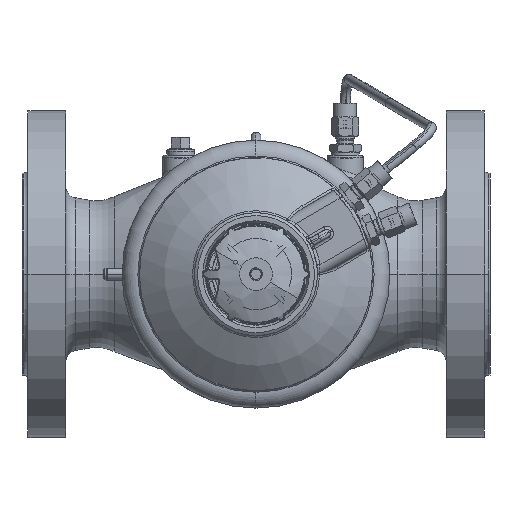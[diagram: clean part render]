
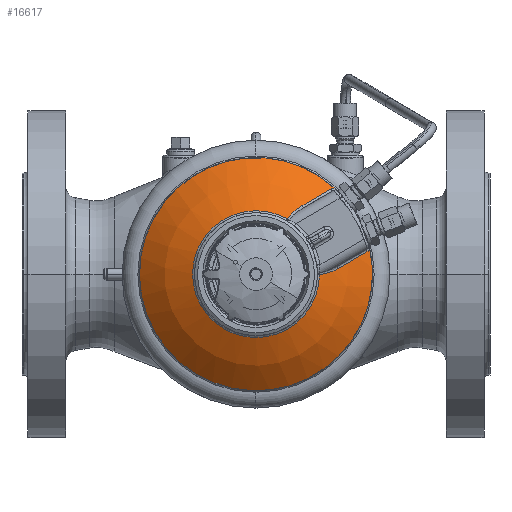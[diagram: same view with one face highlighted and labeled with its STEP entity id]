
A CAD part, front view. The second image highlights one B-rep face of the part: STEP entity #16617.
In plain terms, the highlighted spherical face has radius 84 mm.
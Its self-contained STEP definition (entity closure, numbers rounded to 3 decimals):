
#12851=CARTESIAN_POINT('',(27.542,32.73,16.273));
#12852=CARTESIAN_POINT('',(28.236,33.044,16.598));
#12853=CARTESIAN_POINT('',(29.689,33.699,17.157));
#12854=CARTESIAN_POINT('',(32.353,34.938,17.813));
#12855=CARTESIAN_POINT('',(34.522,35.984,18.134));
#12856=CARTESIAN_POINT('',(36.36,36.902,18.252));
#12857=CARTESIAN_POINT('',(37.316,37.391,18.252));
#12864=CARTESIAN_POINT('',(56.097,50.363,17.456));
#12865=CARTESIAN_POINT('',(55.918,50.242,17.616));
#12866=CARTESIAN_POINT('',(55.526,49.96,17.893));
#12867=CARTESIAN_POINT('',(54.821,49.404,18.178));
#12868=CARTESIAN_POINT('',(54.289,48.953,18.252));
#12869=CARTESIAN_POINT('',(54.007,48.707,18.252));
#12871=CARTESIAN_POINT('',(0.,110.4,
18.252));
#12872=DIRECTION('',(0.,0.,-1.));
#12873=DIRECTION('',(0.659,-0.752,0.));
#12874=AXIS2_PLACEMENT_3D('',#12871,#12872,#12873);
#12876=CARTESIAN_POINT('',(27.542,32.73,
-16.273));
#12877=CARTESIAN_POINT('',(28.541,33.182,
-16.741));
#12878=CARTESIAN_POINT('',(30.63,34.128,
-17.449));
#12879=CARTESIAN_POINT('',(33.759,35.606,
-18.074));
#12880=CARTESIAN_POINT('',(36.104,36.771,
-18.252));
#12881=CARTESIAN_POINT('',(37.316,37.391,
-18.252));
#12883=CARTESIAN_POINT('',(0.,110.4,
-18.252));
#12884=DIRECTION('',(0.,0.,1.));
#12885=DIRECTION('',(0.455,-0.89,0.));
#12886=AXIS2_PLACEMENT_3D('',#12883,#12884,#12885);
#12888=CARTESIAN_POINT('',(54.007,48.707,
-18.252));
#12889=CARTESIAN_POINT('',(54.297,48.958,
-18.246));
#12890=CARTESIAN_POINT('',(54.836,49.417,
-18.178));
#12891=CARTESIAN_POINT('',(55.541,49.971,
-17.882));
#12892=CARTESIAN_POINT('',(55.925,50.248,
-17.614));
#12893=CARTESIAN_POINT('',(56.096,50.363,
-17.457));
#12895=CARTESIAN_POINT('',(0.,50.363,0.));
#12896=DIRECTION('',(0.,1.,0.));
#12897=DIRECTION('',(0.955,0.,-0.297));
#12898=AXIS2_PLACEMENT_3D('',#12895,#12896,#12897);
#12900=CARTESIAN_POINT('',(0.,50.363,0.));
#12901=DIRECTION('',(0.,1.,0.));
#12902=DIRECTION('',(-1.,0.,0.));
#12903=AXIS2_PLACEMENT_3D('',#12900,#12901,#12902);
#12952=CARTESIAN_POINT('',(56.097,50.363,17.456));
#14519=CARTESIAN_POINT('',(0.,32.73,0.));
#14520=DIRECTION('',(0.,1.,0.));
#14521=DIRECTION('',(0.861,0.,-0.509));
#14522=AXIS2_PLACEMENT_3D('',#14519,#14520,#14521);
#14524=CARTESIAN_POINT('',(0.,32.73,0.));
#14525=DIRECTION('',(0.,1.,0.));
#14526=DIRECTION('',(-1.,0.,0.));
#14527=AXIS2_PLACEMENT_3D('',#14524,#14525,#14526);
#14529=CARTESIAN_POINT('',(0.,32.73,0.));
#14530=DIRECTION('',(0.,1.,0.));
#14531=DIRECTION('',(-1.,0.,0.007));
#14532=AXIS2_PLACEMENT_3D('',#14529,#14530,#14531);
#15004=CARTESIAN_POINT('',(56.096,50.363,
-17.457));
#15005=CARTESIAN_POINT('',(-58.75,50.363,0.));
#15006=VERTEX_POINT('',#15004);
#15007=VERTEX_POINT('',#15005);
#15058=VERTEX_POINT('',#12952);
#15127=CARTESIAN_POINT('',(27.542,32.73,
-16.273));
#15128=VERTEX_POINT('',#15127);
#15129=CARTESIAN_POINT('',(-31.99,32.73,
0.22));
#15130=CARTESIAN_POINT('',(27.542,32.73,16.273));
#15131=VERTEX_POINT('',#15129);
#15132=VERTEX_POINT('',#15130);
#15133=CARTESIAN_POINT('',(-31.991,32.73,
0.));
#15134=VERTEX_POINT('',#15133);
#15172=VERTEX_POINT('',#12857);
#15173=VERTEX_POINT('',#12869);
#15174=VERTEX_POINT('',#12881);
#15175=CARTESIAN_POINT('',(54.007,48.707,
-18.252));
#15176=VERTEX_POINT('',#15175);
#16590=CARTESIAN_POINT('',(0.,110.4,0.));
#16591=DIRECTION('',(0.,-1.,0.));
#16592=DIRECTION('',(-1.,0.,0.));
#16593=AXIS2_PLACEMENT_3D('',#16590,#16591,#16592);
#16594=SPHERICAL_SURFACE('',#16593,84.);
#16596=ORIENTED_EDGE('',*,*,#16595,.T.);
#16597=ORIENTED_EDGE('',*,*,#16532,.T.);
#16598=ORIENTED_EDGE('',*,*,#16580,.F.);
#16600=ORIENTED_EDGE('',*,*,#16599,.F.);
#16602=ORIENTED_EDGE('',*,*,#16601,.F.);
#16604=ORIENTED_EDGE('',*,*,#16603,.F.);
#16606=ORIENTED_EDGE('',*,*,#16605,.T.);
#16608=ORIENTED_EDGE('',*,*,#16607,.T.);
#16610=ORIENTED_EDGE('',*,*,#16609,.T.);
#16612=ORIENTED_EDGE('',*,*,#16611,.T.);
#16614=ORIENTED_EDGE('',*,*,#16613,.T.);
#16615=EDGE_LOOP('',(#16596,#16597,#16598,#16600,#16602,#16604,#16606,#16608,
#16610,#16612,#16614));
#16616=FACE_OUTER_BOUND('',#16615,.F.);
#16617=ADVANCED_FACE('',(#16616),#16594,.T.);
#12858=B_SPLINE_CURVE_WITH_KNOTS('',3,(#12851,#12852,#12853,#12854,#12855,
#12856,#12857),.UNSPECIFIED.,.F.,.F.,(4,1,1,1,4),(0.,0.25,0.5,0.75,
1.),.UNSPECIFIED.);
#12870=B_SPLINE_CURVE_WITH_KNOTS('',3,(#12864,#12865,#12866,#12867,#12868,
#12869),.UNSPECIFIED.,.F.,.F.,(4,1,1,4),(0.,0.333,
0.667,1.),.UNSPECIFIED.);
#12875=CIRCLE('',#12874,81.993);
#12882=B_SPLINE_CURVE_WITH_KNOTS('',3,(#12876,#12877,#12878,#12879,#12880,
#12881),.UNSPECIFIED.,.F.,.F.,(4,1,1,4),(0.,0.333,
0.667,1.),.UNSPECIFIED.);
#12887=CIRCLE('',#12886,81.993);
#12894=B_SPLINE_CURVE_WITH_KNOTS('',3,(#12888,#12889,#12890,#12891,#12892,
#12893),.UNSPECIFIED.,.F.,.F.,(4,1,1,4),(0.,0.333,
0.667,1.),.UNSPECIFIED.);
#12899=CIRCLE('',#12898,58.75);
#12904=CIRCLE('',#12903,58.75);
#14523=CIRCLE('',#14522,31.991);
#14528=CIRCLE('',#14527,31.991);
#14533=CIRCLE('',#14532,31.991);
#16532=EDGE_CURVE('',#15173,#15172,#12875,.T.);
#16580=EDGE_CURVE('',#15132,#15172,#12858,.T.);
#16595=EDGE_CURVE('',#15058,#15173,#12870,.T.);
#16599=EDGE_CURVE('',#15131,#15132,#14533,.T.);
#16601=EDGE_CURVE('',#15134,#15131,#14528,.T.);
#16603=EDGE_CURVE('',#15128,#15134,#14523,.T.);
#16605=EDGE_CURVE('',#15128,#15174,#12882,.T.);
#16607=EDGE_CURVE('',#15174,#15176,#12887,.T.);
#16609=EDGE_CURVE('',#15176,#15006,#12894,.T.);
#16611=EDGE_CURVE('',#15006,#15007,#12899,.T.);
#16613=EDGE_CURVE('',#15007,#15058,#12904,.T.);
